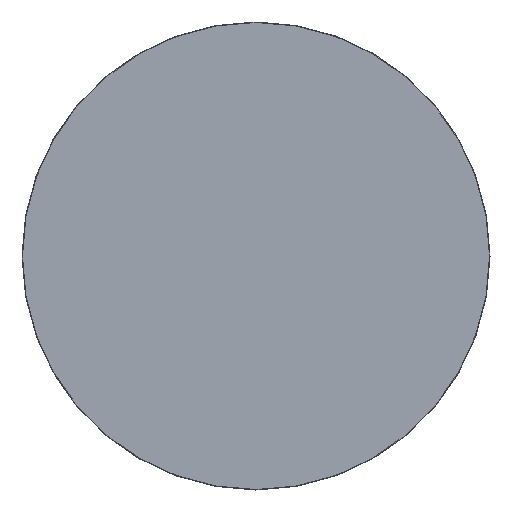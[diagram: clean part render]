
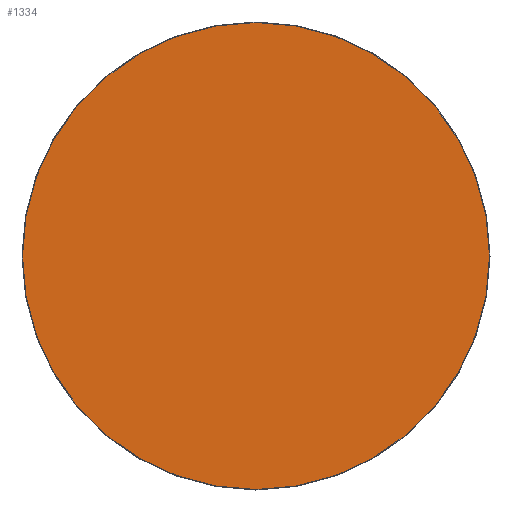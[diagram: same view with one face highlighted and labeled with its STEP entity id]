
A CAD part, front view. The second image highlights one B-rep face of the part: STEP entity #1334.
In plain terms, the highlighted planar face has unit normal (0, -1, 0).
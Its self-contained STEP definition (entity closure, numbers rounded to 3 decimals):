
#167=PLANE('',#1513);
#238=FACE_OUTER_BOUND('',#323,.T.);
#323=EDGE_LOOP('',(#1225,#1226));
#506=CIRCLE('',#1510,104.499);
#507=CIRCLE('',#1511,104.499);
#650=VERTEX_POINT('',#6108);
#651=VERTEX_POINT('',#6109);
#845=EDGE_CURVE('',#650,#651,#506,.T.);
#846=EDGE_CURVE('',#651,#650,#507,.T.);
#1225=ORIENTED_EDGE('',*,*,#845,.T.);
#1226=ORIENTED_EDGE('',*,*,#846,.T.);
#1334=ADVANCED_FACE('',(#238),#167,.T.);
#1510=AXIS2_PLACEMENT_3D('',#6110,#1864,#1865);
#1511=AXIS2_PLACEMENT_3D('',#6111,#1866,#1867);
#1513=AXIS2_PLACEMENT_3D('',#6113,#1870,#1871);
#1864=DIRECTION('center_axis',(0.,-1.,0.));
#1865=DIRECTION('ref_axis',(0.342,0.,0.94));
#1866=DIRECTION('center_axis',(0.,-1.,0.));
#1867=DIRECTION('ref_axis',(0.342,0.,0.94));
#1870=DIRECTION('center_axis',(0.,-1.,0.));
#1871=DIRECTION('ref_axis',(0.94,0.,-0.342));
#6108=CARTESIAN_POINT('',(35.754,0.,98.192));
#6109=CARTESIAN_POINT('',(-98.192,0.,35.754));
#6110=CARTESIAN_POINT('Origin',(0.,0.,0.));
#6111=CARTESIAN_POINT('Origin',(0.,0.,0.));
#6113=CARTESIAN_POINT('Origin',(17.877,0.,49.096));
